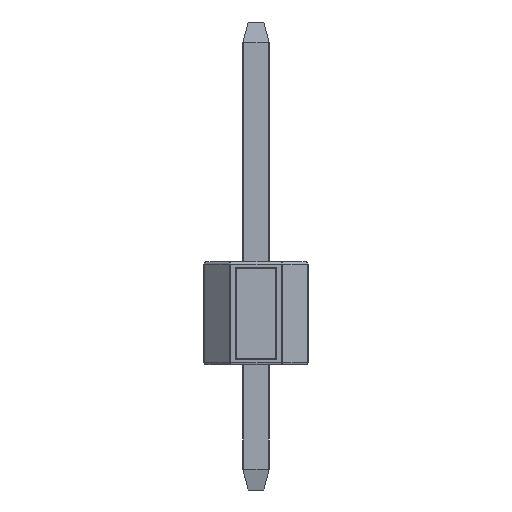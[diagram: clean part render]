
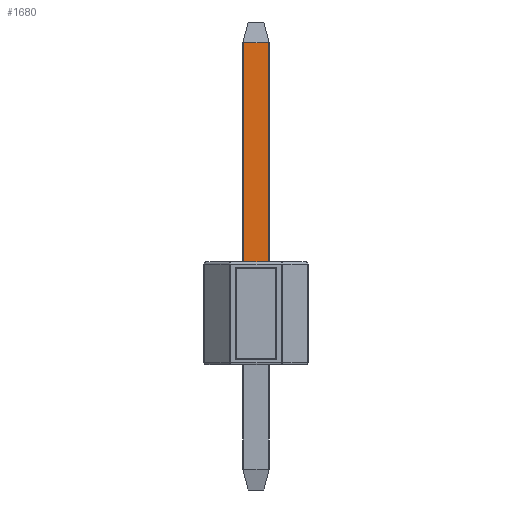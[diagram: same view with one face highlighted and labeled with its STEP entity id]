
A CAD part, left-side view. The second image highlights one B-rep face of the part: STEP entity #1680.
In plain terms, the highlighted planar face has unit normal (-1, 0, 0).
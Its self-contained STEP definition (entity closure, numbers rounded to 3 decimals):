
#331=FACE_OUTER_BOUND('',#425,.T.);
#425=EDGE_LOOP('',(#1370,#1371,#1372,#1373));
#534=LINE('',#2766,#674);
#557=LINE('',#2814,#697);
#558=LINE('',#2816,#698);
#559=LINE('',#2817,#699);
#674=VECTOR('',#2270,10.);
#697=VECTOR('',#2321,10.);
#698=VECTOR('',#2322,10.);
#699=VECTOR('',#2323,10.);
#738=VERTEX_POINT('',#2507);
#741=VERTEX_POINT('',#2514);
#820=VERTEX_POINT('',#2813);
#821=VERTEX_POINT('',#2815);
#990=EDGE_CURVE('',#741,#738,#534,.T.);
#1013=EDGE_CURVE('',#820,#738,#557,.T.);
#1014=EDGE_CURVE('',#821,#820,#558,.T.);
#1015=EDGE_CURVE('',#741,#821,#559,.T.);
#1370=ORIENTED_EDGE('',*,*,#990,.T.);
#1371=ORIENTED_EDGE('',*,*,#1013,.F.);
#1372=ORIENTED_EDGE('',*,*,#1014,.F.);
#1373=ORIENTED_EDGE('',*,*,#1015,.F.);
#1503=PLANE('',#1880);
#1680=ADVANCED_FACE('',(#331),#1503,.T.);
#1880=AXIS2_PLACEMENT_3D('',#2812,#2319,#2320);
#2270=DIRECTION('',(0.,-1.,0.));
#2319=DIRECTION('center_axis',(-1.,0.,0.));
#2320=DIRECTION('ref_axis',(0.,0.,1.));
#2321=DIRECTION('',(0.,0.,-1.));
#2322=DIRECTION('',(0.,-1.,0.));
#2323=DIRECTION('',(0.,0.,1.));
#2507=CARTESIAN_POINT('',(-0.32,-0.297,2.5));
#2514=CARTESIAN_POINT('',(-0.32,0.292,2.5));
#2766=CARTESIAN_POINT('',(-0.32,-0.003,2.5));
#2812=CARTESIAN_POINT('Origin',(-0.32,-0.003,2.645));
#2813=CARTESIAN_POINT('',(-0.32,-0.297,7.832));
#2814=CARTESIAN_POINT('',(-0.32,-0.297,5.493));
#2815=CARTESIAN_POINT('',(-0.32,0.292,7.832));
#2816=CARTESIAN_POINT('',(-0.32,0.158,7.832));
#2817=CARTESIAN_POINT('',(-0.32,0.292,-0.202));
